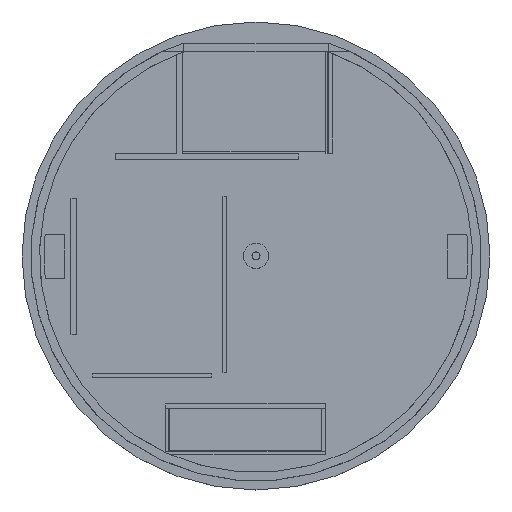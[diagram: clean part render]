
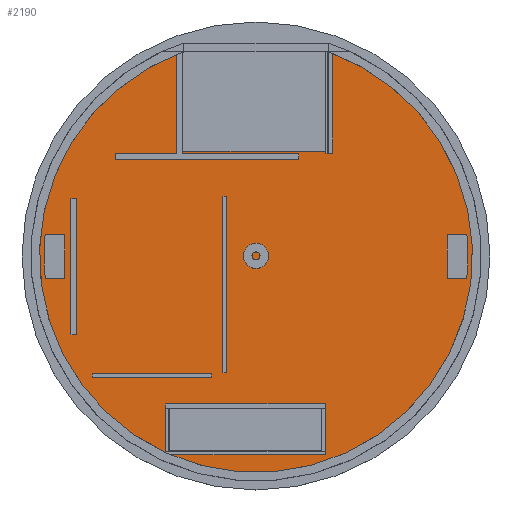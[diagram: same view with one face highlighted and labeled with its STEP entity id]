
A CAD part, top view. The second image highlights one B-rep face of the part: STEP entity #2190.
In plain terms, the highlighted planar face has unit normal (0, 0, 1).
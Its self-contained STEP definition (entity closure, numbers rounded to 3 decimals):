
#65=CIRCLE('',#2355,50.9);
#66=CIRCLE('',#2356,50.9);
#116=FACE_OUTER_BOUND('',#248,.T.);
#248=EDGE_LOOP('',(#1593,#1594,#1595,#1596,#1597,#1598,#1599,#1600,#1601,
#1602,#1603,#1604,#1605,#1606,#1607,#1608,#1609,#1610,#1611,#1612,#1613,
#1614,#1615,#1616,#1617));
#381=LINE('',#3143,#659);
#383=LINE('',#3148,#661);
#385=LINE('',#3152,#663);
#395=LINE('',#3172,#673);
#406=LINE('',#3202,#684);
#442=LINE('',#3286,#720);
#447=LINE('',#3296,#725);
#457=LINE('',#3317,#735);
#459=LINE('',#3320,#737);
#460=LINE('',#3322,#738);
#461=LINE('',#3324,#739);
#462=LINE('',#3326,#740);
#463=LINE('',#3328,#741);
#464=LINE('',#3330,#742);
#465=LINE('',#3332,#743);
#466=LINE('',#3336,#744);
#467=LINE('',#3338,#745);
#468=LINE('',#3340,#746);
#469=LINE('',#3342,#747);
#470=LINE('',#3346,#748);
#471=LINE('',#3348,#749);
#472=LINE('',#3349,#750);
#473=LINE('',#3350,#751);
#659=VECTOR('',#2522,10.);
#661=VECTOR('',#2526,10.);
#663=VECTOR('',#2530,10.);
#673=VECTOR('',#2542,10.);
#684=VECTOR('',#2565,10.);
#720=VECTOR('',#2641,10.);
#725=VECTOR('',#2650,10.);
#735=VECTOR('',#2664,10.);
#737=VECTOR('',#2668,10.);
#738=VECTOR('',#2669,10.);
#739=VECTOR('',#2670,10.);
#740=VECTOR('',#2671,10.);
#741=VECTOR('',#2672,10.);
#742=VECTOR('',#2673,10.);
#743=VECTOR('',#2674,10.);
#744=VECTOR('',#2677,10.);
#745=VECTOR('',#2678,10.);
#746=VECTOR('',#2679,10.);
#747=VECTOR('',#2680,10.);
#748=VECTOR('',#2683,10.);
#749=VECTOR('',#2684,10.);
#750=VECTOR('',#2685,10.);
#751=VECTOR('',#2686,10.);
#932=VERTEX_POINT('',#3137);
#934=VERTEX_POINT('',#3141);
#936=VERTEX_POINT('',#3146);
#937=VERTEX_POINT('',#3151);
#945=VERTEX_POINT('',#3169);
#946=VERTEX_POINT('',#3171);
#959=VERTEX_POINT('',#3201);
#987=VERTEX_POINT('',#3285);
#990=VERTEX_POINT('',#3295);
#998=VERTEX_POINT('',#3314);
#999=VERTEX_POINT('',#3316);
#1000=VERTEX_POINT('',#3321);
#1001=VERTEX_POINT('',#3323);
#1002=VERTEX_POINT('',#3325);
#1003=VERTEX_POINT('',#3327);
#1004=VERTEX_POINT('',#3329);
#1005=VERTEX_POINT('',#3331);
#1006=VERTEX_POINT('',#3333);
#1007=VERTEX_POINT('',#3335);
#1008=VERTEX_POINT('',#3337);
#1009=VERTEX_POINT('',#3339);
#1010=VERTEX_POINT('',#3341);
#1011=VERTEX_POINT('',#3343);
#1012=VERTEX_POINT('',#3345);
#1013=VERTEX_POINT('',#3347);
#1144=EDGE_CURVE('',#932,#934,#381,.T.);
#1146=EDGE_CURVE('',#934,#936,#383,.T.);
#1148=EDGE_CURVE('',#937,#932,#385,.T.);
#1158=EDGE_CURVE('',#946,#945,#395,.T.);
#1173=EDGE_CURVE('',#959,#937,#406,.T.);
#1215=EDGE_CURVE('',#987,#959,#442,.T.);
#1220=EDGE_CURVE('',#990,#987,#447,.T.);
#1230=EDGE_CURVE('',#999,#998,#457,.T.);
#1232=EDGE_CURVE('',#936,#999,#459,.T.);
#1233=EDGE_CURVE('',#998,#1000,#460,.T.);
#1234=EDGE_CURVE('',#1000,#1001,#461,.T.);
#1235=EDGE_CURVE('',#1001,#1002,#462,.T.);
#1236=EDGE_CURVE('',#1002,#1003,#463,.T.);
#1237=EDGE_CURVE('',#1003,#1004,#464,.T.);
#1238=EDGE_CURVE('',#1004,#1005,#465,.T.);
#1239=EDGE_CURVE('',#1006,#1005,#65,.T.);
#1240=EDGE_CURVE('',#1006,#1007,#466,.T.);
#1241=EDGE_CURVE('',#1007,#1008,#467,.T.);
#1242=EDGE_CURVE('',#1008,#1009,#468,.T.);
#1243=EDGE_CURVE('',#1009,#1010,#469,.T.);
#1244=EDGE_CURVE('',#1011,#1010,#66,.T.);
#1245=EDGE_CURVE('',#1011,#1012,#470,.T.);
#1246=EDGE_CURVE('',#1012,#1013,#471,.T.);
#1247=EDGE_CURVE('',#1013,#946,#472,.T.);
#1248=EDGE_CURVE('',#945,#990,#473,.T.);
#1593=ORIENTED_EDGE('',*,*,#1232,.T.);
#1594=ORIENTED_EDGE('',*,*,#1230,.T.);
#1595=ORIENTED_EDGE('',*,*,#1233,.T.);
#1596=ORIENTED_EDGE('',*,*,#1234,.T.);
#1597=ORIENTED_EDGE('',*,*,#1235,.T.);
#1598=ORIENTED_EDGE('',*,*,#1236,.T.);
#1599=ORIENTED_EDGE('',*,*,#1237,.T.);
#1600=ORIENTED_EDGE('',*,*,#1238,.T.);
#1601=ORIENTED_EDGE('',*,*,#1239,.F.);
#1602=ORIENTED_EDGE('',*,*,#1240,.T.);
#1603=ORIENTED_EDGE('',*,*,#1241,.T.);
#1604=ORIENTED_EDGE('',*,*,#1242,.T.);
#1605=ORIENTED_EDGE('',*,*,#1243,.T.);
#1606=ORIENTED_EDGE('',*,*,#1244,.F.);
#1607=ORIENTED_EDGE('',*,*,#1245,.T.);
#1608=ORIENTED_EDGE('',*,*,#1246,.T.);
#1609=ORIENTED_EDGE('',*,*,#1247,.T.);
#1610=ORIENTED_EDGE('',*,*,#1158,.T.);
#1611=ORIENTED_EDGE('',*,*,#1248,.T.);
#1612=ORIENTED_EDGE('',*,*,#1220,.T.);
#1613=ORIENTED_EDGE('',*,*,#1215,.T.);
#1614=ORIENTED_EDGE('',*,*,#1173,.T.);
#1615=ORIENTED_EDGE('',*,*,#1148,.T.);
#1616=ORIENTED_EDGE('',*,*,#1144,.T.);
#1617=ORIENTED_EDGE('',*,*,#1146,.T.);
#2069=PLANE('',#2354);
#2190=ADVANCED_FACE('',(#116),#2069,.T.);
#2354=AXIS2_PLACEMENT_3D('',#3319,#2666,#2667);
#2355=AXIS2_PLACEMENT_3D('',#3334,#2675,#2676);
#2356=AXIS2_PLACEMENT_3D('',#3344,#2681,#2682);
#2522=DIRECTION('',(1.,0.,0.));
#2526=DIRECTION('',(0.,-1.,0.));
#2530=DIRECTION('',(0.,-1.,0.));
#2542=DIRECTION('',(-1.,0.,0.));
#2565=DIRECTION('',(-1.,0.,0.));
#2641=DIRECTION('',(0.,1.,0.));
#2650=DIRECTION('',(-1.,0.,0.));
#2664=DIRECTION('',(0.,-1.,0.));
#2666=DIRECTION('center_axis',(0.,0.,1.));
#2667=DIRECTION('ref_axis',(1.,0.,0.));
#2668=DIRECTION('',(-1.,0.,0.));
#2669=DIRECTION('',(1.,0.,0.));
#2670=DIRECTION('',(0.,-1.,0.));
#2671=DIRECTION('',(-1.,0.,0.));
#2672=DIRECTION('',(0.,1.,0.));
#2673=DIRECTION('',(1.,0.,0.));
#2674=DIRECTION('',(0.,1.,0.));
#2675=DIRECTION('center_axis',(0.,0.,-1.));
#2676=DIRECTION('ref_axis',(-1.,0.,0.));
#2677=DIRECTION('',(0.,1.,0.));
#2678=DIRECTION('',(1.,0.,0.));
#2679=DIRECTION('',(0.,-1.,0.));
#2680=DIRECTION('',(-1.,0.,0.));
#2681=DIRECTION('center_axis',(0.,0.,-1.));
#2682=DIRECTION('ref_axis',(-1.,0.,0.));
#2683=DIRECTION('',(0.,-1.,0.));
#2684=DIRECTION('',(-1.,0.,0.));
#2685=DIRECTION('',(0.,1.,0.));
#2686=DIRECTION('',(0.,-1.,0.));
#3137=CARTESIAN_POINT('',(15.8,48.,3.));
#3141=CARTESIAN_POINT('',(16.3,48.,3.));
#3143=CARTESIAN_POINT('',(7.9,48.,3.));
#3146=CARTESIAN_POINT('',(16.3,24.6,3.));
#3148=CARTESIAN_POINT('',(16.3,24.1,3.));
#3151=CARTESIAN_POINT('',(15.8,48.2,3.));
#3152=CARTESIAN_POINT('',(15.8,24.1,3.));
#3169=CARTESIAN_POINT('',(16.6,48.,3.));
#3171=CARTESIAN_POINT('',(16.8,48.,3.));
#3172=CARTESIAN_POINT('',(-8.5,48.,3.));
#3201=CARTESIAN_POINT('',(16.4,48.2,3.));
#3202=CARTESIAN_POINT('',(7.9,48.2,3.));
#3285=CARTESIAN_POINT('',(16.4,24.6,3.));
#3286=CARTESIAN_POINT('',(16.4,24.1,3.));
#3295=CARTESIAN_POINT('',(16.6,24.6,3.));
#3296=CARTESIAN_POINT('',(-8.55,24.6,3.));
#3314=CARTESIAN_POINT('',(-17.2,24.,3.));
#3316=CARTESIAN_POINT('',(-17.2,24.6,3.));
#3317=CARTESIAN_POINT('',(-17.2,12.2,3.));
#3319=CARTESIAN_POINT('Origin',(0.,0.,3.));
#3320=CARTESIAN_POINT('',(-8.55,24.6,3.));
#3321=CARTESIAN_POINT('',(10.1,24.,3.));
#3322=CARTESIAN_POINT('',(8.4,24.,3.));
#3323=CARTESIAN_POINT('',(10.1,22.7,3.));
#3324=CARTESIAN_POINT('',(10.1,11.35,3.));
#3325=CARTESIAN_POINT('',(-33.,22.7,3.));
#3326=CARTESIAN_POINT('',(-12.5,22.7,3.));
#3327=CARTESIAN_POINT('',(-33.,24.2,3.));
#3328=CARTESIAN_POINT('',(-33.,12.1,3.));
#3329=CARTESIAN_POINT('',(-18.6,24.2,3.));
#3330=CARTESIAN_POINT('',(5.05,24.2,3.));
#3331=CARTESIAN_POINT('',(-18.6,47.38,3.));
#3332=CARTESIAN_POINT('',(-18.6,24.1,3.));
#3333=CARTESIAN_POINT('',(-21.3,-46.229,3.));
#3334=CARTESIAN_POINT('Origin',(0.,0.,3.));
#3335=CARTESIAN_POINT('',(-21.3,-34.8,3.));
#3336=CARTESIAN_POINT('',(-21.3,-22.85,3.));
#3337=CARTESIAN_POINT('',(16.3,-34.8,3.));
#3338=CARTESIAN_POINT('',(-10.4,-34.8,3.));
#3339=CARTESIAN_POINT('',(16.3,-46.7,3.));
#3340=CARTESIAN_POINT('',(16.3,-22.85,3.));
#3341=CARTESIAN_POINT('',(-20.246,-46.7,3.));
#3342=CARTESIAN_POINT('',(-10.4,-46.7,3.));
#3343=CARTESIAN_POINT('',(17.,47.977,3.));
#3344=CARTESIAN_POINT('Origin',(0.,0.,3.));
#3345=CARTESIAN_POINT('',(17.,24.2,3.));
#3346=CARTESIAN_POINT('',(17.,12.1,3.));
#3347=CARTESIAN_POINT('',(16.8,24.2,3.));
#3348=CARTESIAN_POINT('',(-8.8,24.2,3.));
#3349=CARTESIAN_POINT('',(16.8,24.1,3.));
#3350=CARTESIAN_POINT('',(16.6,30.75,3.));
